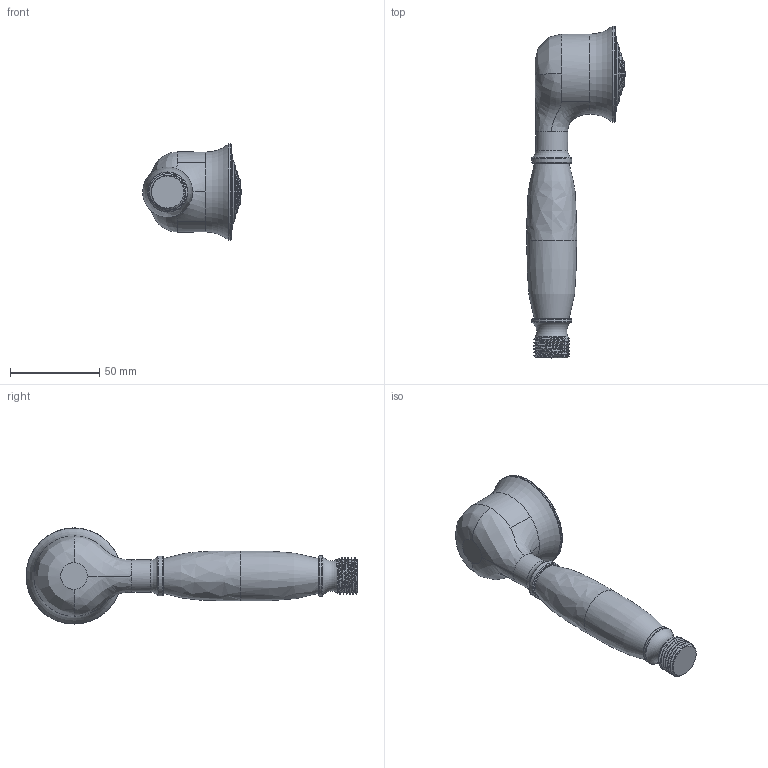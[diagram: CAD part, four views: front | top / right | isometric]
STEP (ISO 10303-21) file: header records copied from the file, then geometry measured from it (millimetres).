
FILE_DESCRIPTION(/* description */ (''),/* implementation_level */ '2;1');
FILE_NAME(/* name */ '2021-11-27花洒1.stp',/* time_stamp */ '2021-11-27T09:02:31+08:00',/* author */ (''),/* organization */ (''),/* preprocessor_version */ 'ST-DEVELOPER v16.7',/* originating_system */ 'SIEMENS PLM Software NX 12.0',/* authorisation */ '');
FILE_SCHEMA (('AUTOMOTIVE_DESIGN { 1 0 10303 214 3 1 1 1 }'));
Length unit declared in the file: millimetre
Products named in the file (1): Admi167898877f8d
Bounding box: 55.37 x 186.5 x 54 mm (x, y, z)
Volume: 135420.2 mm3; surface area: 22006 mm2
Topology: 1 solids, 1 shells, 286 faces, 663 edges, 437 vertices
Faces by surface type: cylinder 87, bspline 79, plane 73, torus 39, cone 5, revolution 2, sphere 1
Full cylindrical faces by diameter (mm): 1 x52, 6 x1, 7.5 x1, 7.8 x1, 18 x1, 22.4 x1, 22.5 x1, 48.8 x1, 54 x1
Entity records: 19137 total; most frequent: CARTESIAN_POINT 14382, DIRECTION 858, ORIENTED_EDGE 806, EDGE_LOOP 487, AXIS2_PLACEMENT_3D 404, EDGE_CURVE 403, FACE_BOUND 350, VERTEX_POINT 320
